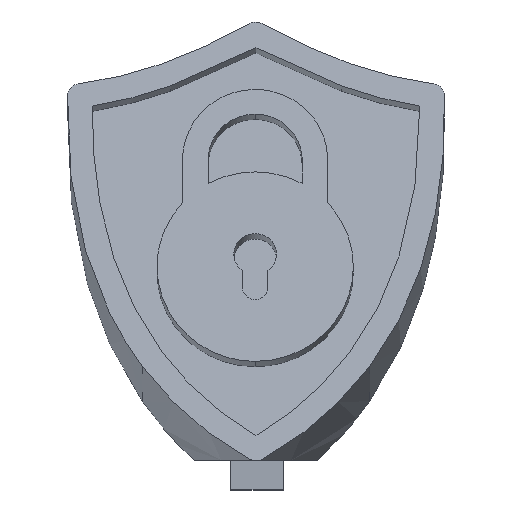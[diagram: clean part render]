
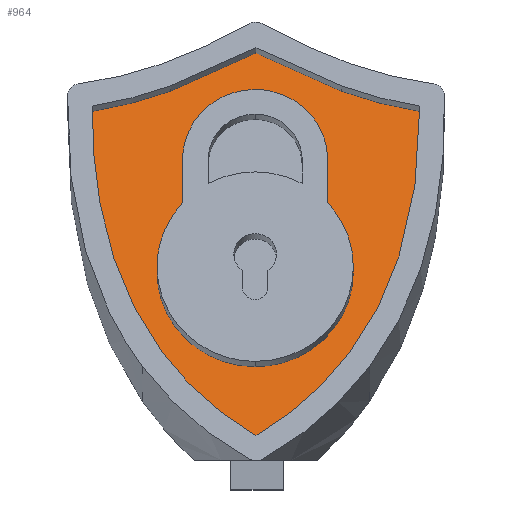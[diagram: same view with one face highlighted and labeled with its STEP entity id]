
A CAD part, top view. The second image highlights one B-rep face of the part: STEP entity #964.
In plain terms, the highlighted planar face has unit normal (0, 0.259, 0.966).
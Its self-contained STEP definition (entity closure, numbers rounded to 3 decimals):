
#18=FACE_BOUND('',#229,.T.);
#60=(
BOUNDED_CURVE()
B_SPLINE_CURVE(3,(#1745,#1746,#1747,#1748),.UNSPECIFIED.,.F.,.F.)
B_SPLINE_CURVE_WITH_KNOTS((4,4),(-1.,0.),.UNSPECIFIED.)
CURVE()
GEOMETRIC_REPRESENTATION_ITEM()
RATIONAL_B_SPLINE_CURVE((1.,1.,1.,1.))
REPRESENTATION_ITEM('')
);
#62=(
BOUNDED_CURVE()
B_SPLINE_CURVE(3,(#1772,#1773,#1774,#1775),.UNSPECIFIED.,.F.,.F.)
B_SPLINE_CURVE_WITH_KNOTS((4,4),(-1.,0.),.UNSPECIFIED.)
CURVE()
GEOMETRIC_REPRESENTATION_ITEM()
RATIONAL_B_SPLINE_CURVE((1.,1.,1.,1.))
REPRESENTATION_ITEM('')
);
#64=(
BOUNDED_CURVE()
B_SPLINE_CURVE(3,(#1791,#1792,#1793,#1794),.UNSPECIFIED.,.F.,.F.)
B_SPLINE_CURVE_WITH_KNOTS((4,4),(-1.,0.),.UNSPECIFIED.)
CURVE()
GEOMETRIC_REPRESENTATION_ITEM()
RATIONAL_B_SPLINE_CURVE((1.,1.,1.,1.))
REPRESENTATION_ITEM('')
);
#66=(
BOUNDED_CURVE()
B_SPLINE_CURVE(3,(#1816,#1817,#1818,#1819),.UNSPECIFIED.,.F.,.F.)
B_SPLINE_CURVE_WITH_KNOTS((4,4),(-1.,0.),.UNSPECIFIED.)
CURVE()
GEOMETRIC_REPRESENTATION_ITEM()
RATIONAL_B_SPLINE_CURVE((1.,1.,1.,1.))
REPRESENTATION_ITEM('')
);
#68=(
BOUNDED_CURVE()
B_SPLINE_CURVE(3,(#1835,#1836,#1837,#1838),.UNSPECIFIED.,.F.,.F.)
B_SPLINE_CURVE_WITH_KNOTS((4,4),(-1.,0.),.UNSPECIFIED.)
CURVE()
GEOMETRIC_REPRESENTATION_ITEM()
RATIONAL_B_SPLINE_CURVE((1.,1.,1.,1.))
REPRESENTATION_ITEM('')
);
#70=(
BOUNDED_CURVE()
B_SPLINE_CURVE(3,(#1853,#1854,#1855,#1856),.UNSPECIFIED.,.F.,.F.)
B_SPLINE_CURVE_WITH_KNOTS((4,4),(-1.,0.),.UNSPECIFIED.)
CURVE()
GEOMETRIC_REPRESENTATION_ITEM()
RATIONAL_B_SPLINE_CURVE((1.,1.,1.,1.))
REPRESENTATION_ITEM('')
);
#124=B_SPLINE_CURVE_WITH_KNOTS('',3,(#1865,#1866,#1867,#1868),
 .UNSPECIFIED.,.F.,.F.,(4,4),(-1.37,0.),.UNSPECIFIED.);
#125=B_SPLINE_CURVE_WITH_KNOTS('',3,(#1870,#1871,#1872,#1873),
 .UNSPECIFIED.,.F.,.F.,(4,4),(-1.373,0.),.UNSPECIFIED.);
#126=B_SPLINE_CURVE_WITH_KNOTS('',3,(#1875,#1876,#1877,#1878),
 .UNSPECIFIED.,.F.,.F.,(4,4),(-1.191,0.),.UNSPECIFIED.);
#127=B_SPLINE_CURVE_WITH_KNOTS('',3,(#1880,#1881,#1882,#1883),
 .UNSPECIFIED.,.F.,.F.,(4,4),(-3.957,0.),.UNSPECIFIED.);
#128=B_SPLINE_CURVE_WITH_KNOTS('',3,(#1885,#1886,#1887,#1888),
 .UNSPECIFIED.,.F.,.F.,(4,4),(-1.877,0.),.UNSPECIFIED.);
#129=B_SPLINE_CURVE_WITH_KNOTS('',3,(#1890,#1891,#1892,#1893),
 .UNSPECIFIED.,.F.,.F.,(4,4),(-1.877,0.),.UNSPECIFIED.);
#130=B_SPLINE_CURVE_WITH_KNOTS('',3,(#1895,#1896,#1897,#1898),
 .UNSPECIFIED.,.F.,.F.,(4,4),(-3.957,0.),.UNSPECIFIED.);
#131=B_SPLINE_CURVE_WITH_KNOTS('',3,(#1899,#1900,#1901,#1902),
 .UNSPECIFIED.,.F.,.F.,(4,4),(-1.193,0.),.UNSPECIFIED.);
#171=FACE_OUTER_BOUND('',#228,.T.);
#228=EDGE_LOOP('',(#829,#830,#831,#832,#833,#834,#835,#836));
#229=EDGE_LOOP('',(#837,#838,#839,#840,#841,#842,#843,#844));
#292=LINE('',#1759,#360);
#297=LINE('',#1803,#365);
#360=VECTOR('',#1084,11.55);
#365=VECTOR('',#1091,11.55);
#452=VERTEX_POINT('',#1743);
#453=VERTEX_POINT('',#1744);
#456=VERTEX_POINT('',#1758);
#458=VERTEX_POINT('',#1771);
#460=VERTEX_POINT('',#1790);
#462=VERTEX_POINT('',#1802);
#464=VERTEX_POINT('',#1815);
#466=VERTEX_POINT('',#1834);
#468=VERTEX_POINT('',#1863);
#469=VERTEX_POINT('',#1864);
#470=VERTEX_POINT('',#1869);
#471=VERTEX_POINT('',#1874);
#472=VERTEX_POINT('',#1879);
#473=VERTEX_POINT('',#1884);
#474=VERTEX_POINT('',#1889);
#475=VERTEX_POINT('',#1894);
#578=EDGE_CURVE('',#452,#453,#60,.T.);
#582=EDGE_CURVE('',#453,#456,#292,.T.);
#585=EDGE_CURVE('',#456,#458,#62,.T.);
#588=EDGE_CURVE('',#458,#460,#64,.T.);
#591=EDGE_CURVE('',#460,#462,#297,.T.);
#594=EDGE_CURVE('',#462,#464,#66,.T.);
#597=EDGE_CURVE('',#464,#466,#68,.T.);
#600=EDGE_CURVE('',#466,#452,#70,.T.);
#602=EDGE_CURVE('',#468,#469,#124,.T.);
#603=EDGE_CURVE('',#470,#468,#125,.T.);
#604=EDGE_CURVE('',#471,#470,#126,.T.);
#605=EDGE_CURVE('',#472,#471,#127,.T.);
#606=EDGE_CURVE('',#473,#472,#128,.T.);
#607=EDGE_CURVE('',#474,#473,#129,.T.);
#608=EDGE_CURVE('',#475,#474,#130,.T.);
#609=EDGE_CURVE('',#469,#475,#131,.T.);
#829=ORIENTED_EDGE('',*,*,#602,.F.);
#830=ORIENTED_EDGE('',*,*,#603,.F.);
#831=ORIENTED_EDGE('',*,*,#604,.F.);
#832=ORIENTED_EDGE('',*,*,#605,.F.);
#833=ORIENTED_EDGE('',*,*,#606,.F.);
#834=ORIENTED_EDGE('',*,*,#607,.F.);
#835=ORIENTED_EDGE('',*,*,#608,.F.);
#836=ORIENTED_EDGE('',*,*,#609,.F.);
#837=ORIENTED_EDGE('',*,*,#578,.T.);
#838=ORIENTED_EDGE('',*,*,#582,.T.);
#839=ORIENTED_EDGE('',*,*,#585,.T.);
#840=ORIENTED_EDGE('',*,*,#588,.T.);
#841=ORIENTED_EDGE('',*,*,#591,.T.);
#842=ORIENTED_EDGE('',*,*,#594,.T.);
#843=ORIENTED_EDGE('',*,*,#597,.T.);
#844=ORIENTED_EDGE('',*,*,#600,.T.);
#922=PLANE('',#1007);
#964=ADVANCED_FACE('',(#171,#18),#922,.F.);
#1007=AXIS2_PLACEMENT_3D('',#1862,#1098,#1099);
#1084=DIRECTION('',(0.,0.966,-0.259));
#1091=DIRECTION('',(0.,-0.966,0.259));
#1098=DIRECTION('center_axis',(0.,-0.259,-0.966));
#1099=DIRECTION('ref_axis',(1.,0.,0.));
#1743=CARTESIAN_POINT('',(-14.449,0.153,-0.935));
#1744=CARTESIAN_POINT('',(-10.119,10.942,-3.826));
#1745=CARTESIAN_POINT('Ctrl Pts',(-14.449,0.153,-0.935));
#1746=CARTESIAN_POINT('Ctrl Pts',(-14.449,4.304,-2.048));
#1747=CARTESIAN_POINT('Ctrl Pts',(-12.807,8.091,-3.063));
#1748=CARTESIAN_POINT('Ctrl Pts',(-10.119,10.942,-3.826));
#1758=CARTESIAN_POINT('',(-10.119,18.279,-5.792));
#1759=CARTESIAN_POINT('',(-10.119,11.341,-3.933));
#1771=CARTESIAN_POINT('',(2.151,30.13,-8.968));
#1772=CARTESIAN_POINT('Ctrl Pts',(-10.119,18.279,-5.792));
#1773=CARTESIAN_POINT('Ctrl Pts',(-10.119,24.814,-7.543));
#1774=CARTESIAN_POINT('Ctrl Pts',(-4.615,30.13,-8.968));
#1775=CARTESIAN_POINT('Ctrl Pts',(2.151,30.13,-8.968));
#1790=CARTESIAN_POINT('',(14.42,18.279,-5.792));
#1791=CARTESIAN_POINT('Ctrl Pts',(2.151,30.13,-8.968));
#1792=CARTESIAN_POINT('Ctrl Pts',(8.916,30.13,-8.968));
#1793=CARTESIAN_POINT('Ctrl Pts',(14.42,24.814,-7.543));
#1794=CARTESIAN_POINT('Ctrl Pts',(14.42,18.279,-5.792));
#1802=CARTESIAN_POINT('',(14.42,10.942,-3.826));
#1803=CARTESIAN_POINT('',(14.42,7.673,-2.95));
#1815=CARTESIAN_POINT('',(18.751,0.153,-0.935));
#1816=CARTESIAN_POINT('Ctrl Pts',(14.42,10.942,-3.826));
#1817=CARTESIAN_POINT('Ctrl Pts',(17.109,8.091,-3.063));
#1818=CARTESIAN_POINT('Ctrl Pts',(18.751,4.304,-2.048));
#1819=CARTESIAN_POINT('Ctrl Pts',(18.751,0.153,-0.935));
#1834=CARTESIAN_POINT('',(2.151,-15.881,3.361));
#1835=CARTESIAN_POINT('Ctrl Pts',(18.751,0.153,-0.935));
#1836=CARTESIAN_POINT('Ctrl Pts',(18.751,-8.688,1.434));
#1837=CARTESIAN_POINT('Ctrl Pts',(11.304,-15.881,3.361));
#1838=CARTESIAN_POINT('Ctrl Pts',(2.151,-15.881,3.361));
#1853=CARTESIAN_POINT('Ctrl Pts',(2.151,-15.881,3.361));
#1854=CARTESIAN_POINT('Ctrl Pts',(-7.002,-15.881,3.361));
#1855=CARTESIAN_POINT('Ctrl Pts',(-14.449,-8.688,1.434));
#1856=CARTESIAN_POINT('Ctrl Pts',(-14.449,0.153,-0.935));
#1862=CARTESIAN_POINT('Origin',(2.281,4.403,-2.074));
#1863=CARTESIAN_POINT('',(2.292,37.184,-10.858));
#1864=CARTESIAN_POINT('',(16.684,30.744,-9.132));
#1865=CARTESIAN_POINT('Ctrl Pts',(2.292,37.184,-10.858));
#1866=CARTESIAN_POINT('Ctrl Pts',(7.491,34.456,-10.127));
#1867=CARTESIAN_POINT('Ctrl Pts',(12.276,32.308,-9.551));
#1868=CARTESIAN_POINT('Ctrl Pts',(16.684,30.744,-9.132));
#1869=CARTESIAN_POINT('',(-12.138,30.744,-9.132));
#1870=CARTESIAN_POINT('Ctrl Pts',(-12.138,30.744,-9.132));
#1871=CARTESIAN_POINT('Ctrl Pts',(-7.73,32.308,-9.551));
#1872=CARTESIAN_POINT('Ctrl Pts',(-2.908,34.456,-10.127));
#1873=CARTESIAN_POINT('Ctrl Pts',(2.292,37.184,-10.858));
#1874=CARTESIAN_POINT('',(-25.4,27.322,-8.215));
#1875=CARTESIAN_POINT('Ctrl Pts',(-25.4,27.322,-8.215));
#1876=CARTESIAN_POINT('Ctrl Pts',(-20.954,28.014,-8.401));
#1877=CARTESIAN_POINT('Ctrl Pts',(-16.546,29.179,-8.713));
#1878=CARTESIAN_POINT('Ctrl Pts',(-12.138,30.744,-9.132));
#1879=CARTESIAN_POINT('',(-13.532,-14.419,2.969));
#1880=CARTESIAN_POINT('Ctrl Pts',(-13.532,-14.419,2.969));
#1881=CARTESIAN_POINT('Ctrl Pts',(-21.608,-3.546,0.056));
#1882=CARTESIAN_POINT('Ctrl Pts',(-25.55,10.364,-3.671));
#1883=CARTESIAN_POINT('Ctrl Pts',(-25.4,27.322,-8.215));
#1884=CARTESIAN_POINT('',(2.292,-28.43,6.723));
#1885=CARTESIAN_POINT('Ctrl Pts',(2.292,-28.43,6.723));
#1886=CARTESIAN_POINT('Ctrl Pts',(-4.075,-24.681,5.719));
#1887=CARTESIAN_POINT('Ctrl Pts',(-9.362,-20.032,4.473));
#1888=CARTESIAN_POINT('Ctrl Pts',(-13.532,-14.419,2.969));
#1889=CARTESIAN_POINT('',(18.115,-14.419,2.969));
#1890=CARTESIAN_POINT('Ctrl Pts',(18.115,-14.419,2.969));
#1891=CARTESIAN_POINT('Ctrl Pts',(13.921,-20.015,4.469));
#1892=CARTESIAN_POINT('Ctrl Pts',(8.659,-24.681,5.719));
#1893=CARTESIAN_POINT('Ctrl Pts',(2.292,-28.43,6.723));
#1894=CARTESIAN_POINT('',(29.984,27.322,-8.215));
#1895=CARTESIAN_POINT('Ctrl Pts',(29.984,27.322,-8.215));
#1896=CARTESIAN_POINT('Ctrl Pts',(30.134,10.255,-3.642));
#1897=CARTESIAN_POINT('Ctrl Pts',(26.167,-3.675,0.09));
#1898=CARTESIAN_POINT('Ctrl Pts',(18.115,-14.419,2.969));
#1899=CARTESIAN_POINT('Ctrl Pts',(16.684,30.744,-9.132));
#1900=CARTESIAN_POINT('Ctrl Pts',(21.092,29.179,-8.713));
#1901=CARTESIAN_POINT('Ctrl Pts',(25.537,28.014,-8.401));
#1902=CARTESIAN_POINT('Ctrl Pts',(29.984,27.322,-8.215));
